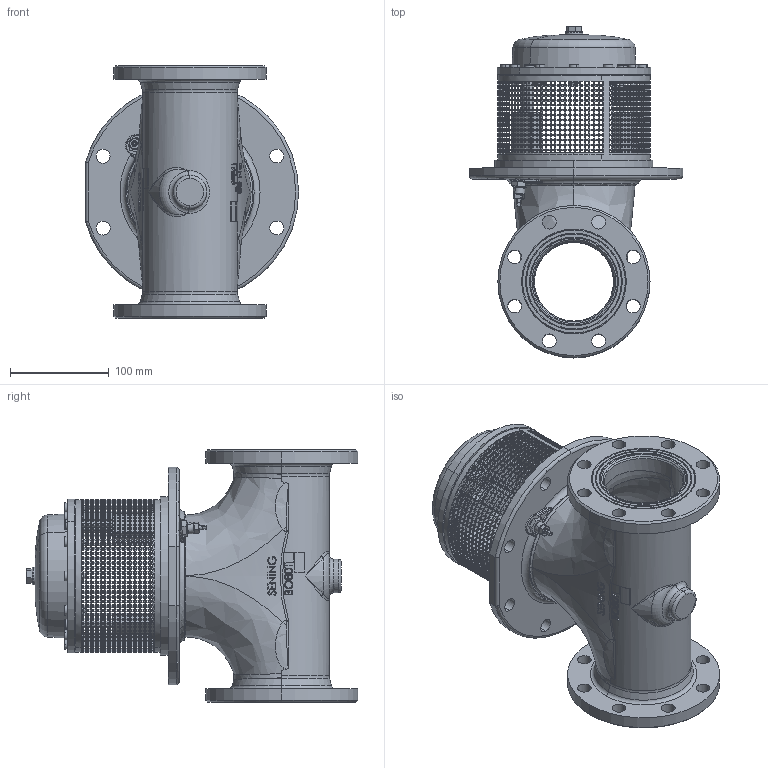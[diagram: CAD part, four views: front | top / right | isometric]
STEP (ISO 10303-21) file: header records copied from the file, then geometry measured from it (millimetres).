
FILE_DESCRIPTION (( 'STEP AP214' ), '1' );
FILE_NAME ('BO80-T_17303.STEP', '2012-09-19T08:39:03', ( 'Admin2' ), ( '' ), 'SwSTEP 2.0', 'SolidWorks 2010', '' );
FILE_SCHEMA (( 'AUTOMOTIVE_DESIGN' ));
Length unit declared in the file: millimetre
Products named in the file (1): BO80-T_17303
Bounding box: 215.83 x 335.82 x 257 mm (x, y, z)
Surface area: 452062.8 mm2 (no closed solid volume)
Topology: 0 solids, 67 shells, 4390 faces, 20030 edges, 13905 vertices
Faces by surface type: plane 3766, cylinder 237, bspline 163, cone 115, torus 109
Entity records: 283756 total; most frequent: CARTESIAN_POINT 69501, DIRECTION 34532, ORIENTED_EDGE 30602, EDGE_CURVE 20016, VERTEX_POINT 13905, LINE 12084, VECTOR 12084, AXIS2_PLACEMENT_3D 11224
